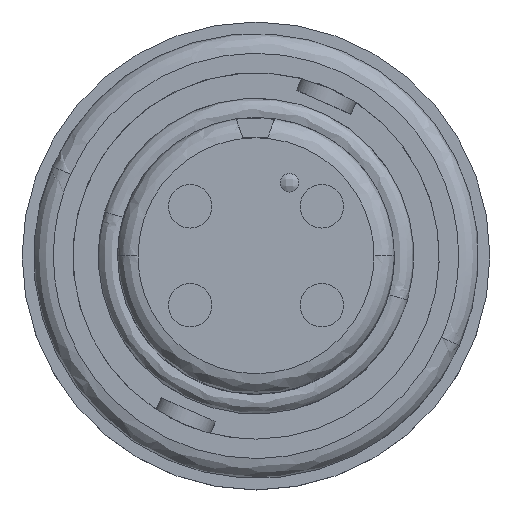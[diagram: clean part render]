
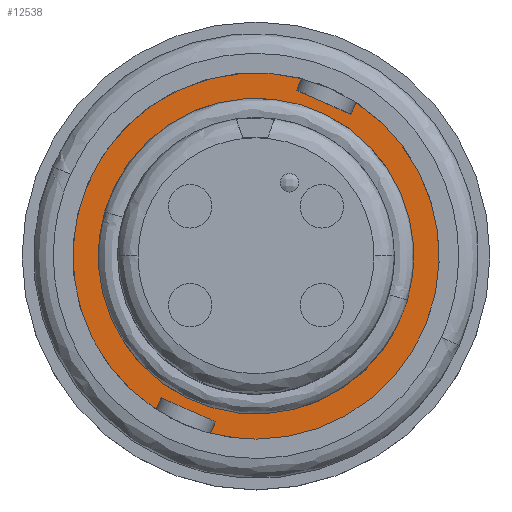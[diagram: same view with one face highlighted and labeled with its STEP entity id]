
A CAD part, top view. The second image highlights one B-rep face of the part: STEP entity #12538.
In plain terms, the highlighted planar face has unit normal (0, 0, 1).
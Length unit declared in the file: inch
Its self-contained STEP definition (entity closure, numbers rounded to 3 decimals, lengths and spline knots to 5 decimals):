
#98 = CARTESIAN_POINT ( 'NONE',  ( -0.06152, -0.25153, -0.301 ) ) ;
#208 = CARTESIAN_POINT ( 'NONE',  ( -0.22935, 0.06674, -0.301 ) ) ;
#575 = VECTOR ( 'NONE', #5789, 39.37008 ) ;
#607 = CARTESIAN_POINT ( 'NONE',  ( 0.1439, 0.21528, -0.301 ) ) ;
#608 = ORIENTED_EDGE ( 'NONE', *, *, #13980, .F. ) ;
#1163 = DIRECTION ( 'NONE',  ( -1., 0., 0. ) ) ;
#1179 = CARTESIAN_POINT ( 'NONE',  ( 0.1439, 0.21528, -0.301 ) ) ;
#1323 = DIRECTION ( 'NONE',  ( 0., 0., 1. ) ) ;
#1532 = VERTEX_POINT ( 'NONE', #1179 ) ;
#1695 = VERTEX_POINT ( 'NONE', #3311 ) ;
#1822 = VERTEX_POINT ( 'NONE', #13863 ) ;
#1835 = DIRECTION ( 'NONE',  ( 0., 0., 1. ) ) ;
#2143 = EDGE_CURVE ( 'NONE', #13307, #9674, #4736, .T. ) ;
#2223 = PLANE ( 'NONE',  #13854 ) ;
#3001 = VECTOR ( 'NONE', #7993, 39.37008 ) ;
#3182 = DIRECTION ( 'NONE',  ( -0.403, -0.915, 0. ) ) ;
#3311 = CARTESIAN_POINT ( 'NONE',  ( 0.06152, 0.25153, -0.301 ) ) ;
#3544 = DIRECTION ( 'NONE',  ( 0., 0., -1. ) ) ;
#3629 = AXIS2_PLACEMENT_3D ( 'NONE', #16222, #8680, #1163 ) ;
#3662 = CARTESIAN_POINT ( 'NONE',  ( 0.22935, -0.06674, -0.301 ) ) ;
#3700 = EDGE_CURVE ( 'NONE', #8667, #1695, #14148, .T. ) ;
#4026 = FACE_BOUND ( 'NONE', #16193, .T. ) ;
#4139 = ORIENTED_EDGE ( 'NONE', *, *, #13696, .T. ) ;
#4440 = VECTOR ( 'NONE', #13199, 39.37008 ) ;
#4509 = DIRECTION ( 'NONE',  ( 0., 0., 1. ) ) ;
#4687 = ORIENTED_EDGE ( 'NONE', *, *, #3700, .F. ) ;
#4736 = LINE ( 'NONE', #10764, #575 ) ;
#4813 = FACE_OUTER_BOUND ( 'NONE', #13597, .T. ) ;
#5027 = AXIS2_PLACEMENT_3D ( 'NONE', #13488, #5977, #14770 ) ;
#5223 = AXIS2_PLACEMENT_3D ( 'NONE', #8828, #1323, #10100 ) ;
#5280 = VERTEX_POINT ( 'NONE', #6949 ) ;
#5462 = ORIENTED_EDGE ( 'NONE', *, *, #5599, .F. ) ;
#5599 = EDGE_CURVE ( 'NONE', #9674, #13704, #15330, .T. ) ;
#5789 = DIRECTION ( 'NONE',  ( 0.403, 0.915, 0. ) ) ;
#5977 = DIRECTION ( 'NONE',  ( 0., 0., 1. ) ) ;
#6165 = ORIENTED_EDGE ( 'NONE', *, *, #10220, .F. ) ;
#6252 = CARTESIAN_POINT ( 'NONE',  ( 0., -0.278, -0.301 ) ) ;
#6630 = ORIENTED_EDGE ( 'NONE', *, *, #8414, .T. ) ;
#6699 = VERTEX_POINT ( 'NONE', #3662 ) ;
#6949 = CARTESIAN_POINT ( 'NONE',  ( -0.15168, -0.23297, -0.301 ) ) ;
#7131 = ORIENTED_EDGE ( 'NONE', *, *, #9987, .F. ) ;
#7186 = CARTESIAN_POINT ( 'NONE',  ( -0.1439, -0.21528, -0.301 ) ) ;
#7539 = CARTESIAN_POINT ( 'NONE',  ( -0.06152, -0.25153, -0.301 ) ) ;
#7562 = LINE ( 'NONE', #14322, #3001 ) ;
#7636 = DIRECTION ( 'NONE',  ( -0.915, 0.403, 0. ) ) ;
#7764 = LINE ( 'NONE', #607, #4440 ) ;
#7993 = DIRECTION ( 'NONE',  ( -0.403, -0.915, 0. ) ) ;
#8018 = CARTESIAN_POINT ( 'NONE',  ( 0.06931, 0.26922, -0.301 ) ) ;
#8047 = ORIENTED_EDGE ( 'NONE', *, *, #2143, .F. ) ;
#8134 = CARTESIAN_POINT ( 'NONE',  ( 0.06931, 0.26922, -0.301 ) ) ;
#8414 = EDGE_CURVE ( 'NONE', #8667, #5280, #16249, .T. ) ;
#8667 = VERTEX_POINT ( 'NONE', #8018 ) ;
#8680 = DIRECTION ( 'NONE',  ( 0., 0., 1. ) ) ;
#8828 = CARTESIAN_POINT ( 'NONE',  ( 0., 0., -0.301 ) ) ;
#9012 = ORIENTED_EDGE ( 'NONE', *, *, #12199, .F. ) ;
#9036 = CARTESIAN_POINT ( 'NONE',  ( -0.06931, -0.26922, -0.301 ) ) ;
#9311 = CIRCLE ( 'NONE', #15021, 0.23886 ) ;
#9351 = CARTESIAN_POINT ( 'NONE',  ( 0., 0., -0.301 ) ) ;
#9674 = VERTEX_POINT ( 'NONE', #7539 ) ;
#9893 = CARTESIAN_POINT ( 'NONE',  ( 0.06152, 0.25153, -0.301 ) ) ;
#9987 = EDGE_CURVE ( 'NONE', #1532, #1822, #7764, .T. ) ;
#10100 = DIRECTION ( 'NONE',  ( 0., -1., 0. ) ) ;
#10220 = EDGE_CURVE ( 'NONE', #1695, #1532, #12450, .T. ) ;
#10278 = CIRCLE ( 'NONE', #13744, 0.278 ) ;
#10619 = DIRECTION ( 'NONE',  ( 0., -1., 0. ) ) ;
#10764 = CARTESIAN_POINT ( 'NONE',  ( -0.06931, -0.26922, -0.301 ) ) ;
#11050 = EDGE_CURVE ( 'NONE', #6699, #12988, #11690, .T. ) ;
#11054 = CARTESIAN_POINT ( 'NONE',  ( 0., 0., -0.301 ) ) ;
#11137 = DIRECTION ( 'NONE',  ( 0.915, -0.403, 0. ) ) ;
#11690 = CIRCLE ( 'NONE', #3629, 0.23886 ) ;
#11998 = CARTESIAN_POINT ( 'NONE',  ( 0., 0., -0.301 ) ) ;
#12199 = EDGE_CURVE ( 'NONE', #12988, #6699, #9311, .T. ) ;
#12318 = DIRECTION ( 'NONE',  ( 0., 1., 0. ) ) ;
#12450 = LINE ( 'NONE', #9893, #15831 ) ;
#12538 = ADVANCED_FACE ( 'NONE', ( #4813, #4026 ), #2223, .F. ) ;
#12988 = VERTEX_POINT ( 'NONE', #208 ) ;
#13199 = DIRECTION ( 'NONE',  ( 0.403, 0.915, 0. ) ) ;
#13278 = DIRECTION ( 'NONE',  ( -1., 0., 0. ) ) ;
#13307 = VERTEX_POINT ( 'NONE', #9036 ) ;
#13337 = VECTOR ( 'NONE', #3182, 39.37008 ) ;
#13488 = CARTESIAN_POINT ( 'NONE',  ( 0., 0., -0.301 ) ) ;
#13490 = EDGE_CURVE ( 'NONE', #16058, #1822, #10278, .T. ) ;
#13597 = EDGE_LOOP ( 'NONE', ( #6630, #608, #5462, #8047, #4139, #13778, #7131, #6165, #4687 ) ) ;
#13696 = EDGE_CURVE ( 'NONE', #13307, #16058, #15011, .T. ) ;
#13704 = VERTEX_POINT ( 'NONE', #7186 ) ;
#13744 = AXIS2_PLACEMENT_3D ( 'NONE', #9351, #1835, #10619 ) ;
#13769 = ORIENTED_EDGE ( 'NONE', *, *, #11050, .F. ) ;
#13778 = ORIENTED_EDGE ( 'NONE', *, *, #13490, .T. ) ;
#13854 = AXIS2_PLACEMENT_3D ( 'NONE', #11054, #3544, #12318 ) ;
#13863 = CARTESIAN_POINT ( 'NONE',  ( 0.15168, 0.23297, -0.301 ) ) ;
#13980 = EDGE_CURVE ( 'NONE', #13704, #5280, #7562, .T. ) ;
#14148 = LINE ( 'NONE', #8134, #13337 ) ;
#14322 = CARTESIAN_POINT ( 'NONE',  ( -0.1439, -0.21528, -0.301 ) ) ;
#14770 = DIRECTION ( 'NONE',  ( 0., -1., 0. ) ) ;
#14926 = VECTOR ( 'NONE', #7636, 39.37008 ) ;
#15011 = CIRCLE ( 'NONE', #5027, 0.278 ) ;
#15021 = AXIS2_PLACEMENT_3D ( 'NONE', #11998, #4509, #13278 ) ;
#15330 = LINE ( 'NONE', #98, #14926 ) ;
#15831 = VECTOR ( 'NONE', #11137, 39.37008 ) ;
#16058 = VERTEX_POINT ( 'NONE', #6252 ) ;
#16193 = EDGE_LOOP ( 'NONE', ( #9012, #13769 ) ) ;
#16222 = CARTESIAN_POINT ( 'NONE',  ( 0., 0., -0.301 ) ) ;
#16249 = CIRCLE ( 'NONE', #5223, 0.278 ) ;
